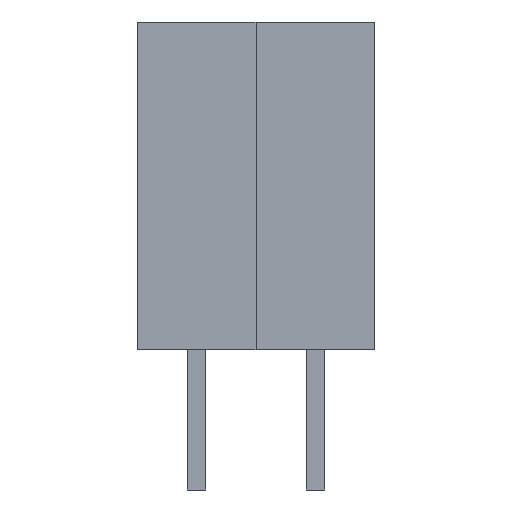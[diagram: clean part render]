
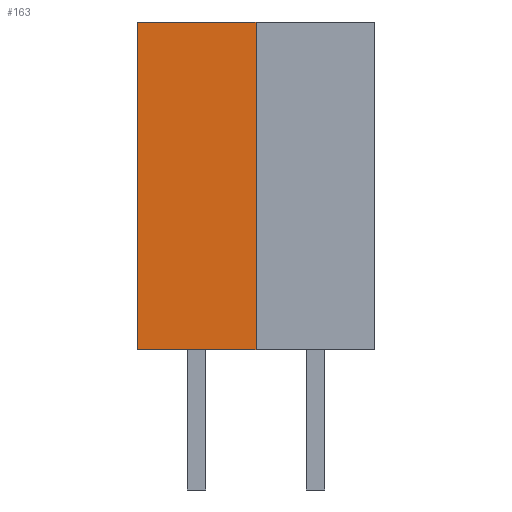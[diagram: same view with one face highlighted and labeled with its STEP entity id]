
A CAD part, front view. The second image highlights one B-rep face of the part: STEP entity #163.
In plain terms, the highlighted planar face has unit normal (0, -1, 0).
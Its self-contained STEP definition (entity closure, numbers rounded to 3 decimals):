
#13=DIRECTION('',(0.,0.,1.));
#14=DIRECTION('',(1.,0.,0.));
#139=EDGE_CURVE('',#140,#142,#144,.T.);
#140=VERTEX_POINT('',#141);
#141=CARTESIAN_POINT('',(-1.27,-1.271,0.));
#142=VERTEX_POINT('',#143);
#143=CARTESIAN_POINT('',(-1.27,-1.271,7.));
#144=LINE('',#141,#145);
#145=VECTOR('',#13,1.);
#152=DIRECTION('',(0.,1.,0.));
#163=ADVANCED_FACE('',(#164),#181,.F.);
#164=FACE_BOUND('',#165,.F.);
#165=EDGE_LOOP('',(#166,#172,#173,#178));
#166=ORIENTED_EDGE('',*,*,#167,.F.);
#167=EDGE_CURVE('',#140,#168,#170,.T.);
#168=VERTEX_POINT('',#169);
#169=CARTESIAN_POINT('',(1.27,-1.271,0.));
#170=LINE('',#141,#171);
#171=VECTOR('',#14,1.);
#172=ORIENTED_EDGE('',*,*,#139,.T.);
#173=ORIENTED_EDGE('',*,*,#174,.T.);
#174=EDGE_CURVE('',#142,#175,#177,.T.);
#175=VERTEX_POINT('',#176);
#176=CARTESIAN_POINT('',(1.27,-1.271,7.));
#177=LINE('',#143,#171);
#178=ORIENTED_EDGE('',*,*,#179,.F.);
#179=EDGE_CURVE('',#168,#175,#180,.T.);
#180=LINE('',#169,#145);
#181=PLANE('',#182);
#182=AXIS2_PLACEMENT_3D('',#141,#152,#13);
